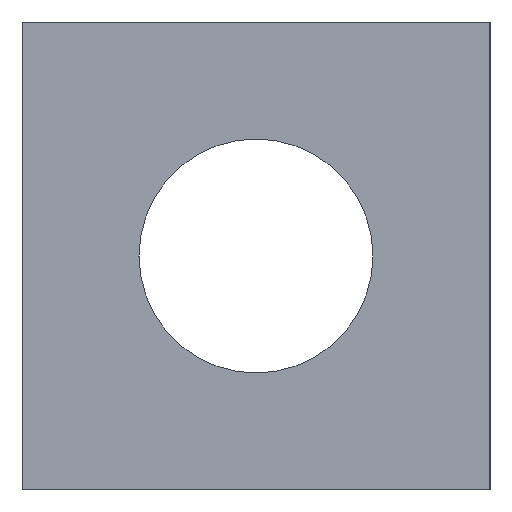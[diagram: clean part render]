
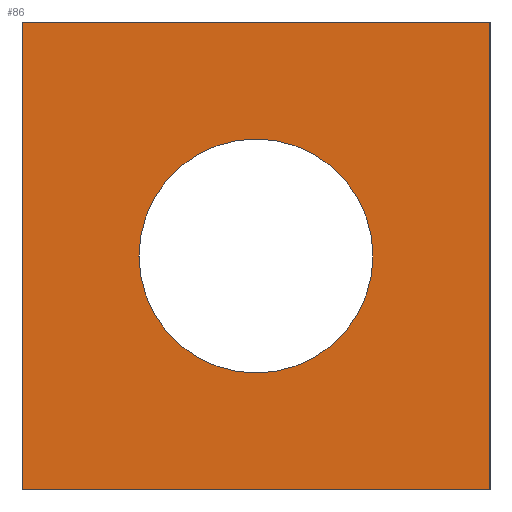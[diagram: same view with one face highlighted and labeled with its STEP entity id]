
A CAD part, left-side view. The second image highlights one B-rep face of the part: STEP entity #86.
In plain terms, the highlighted planar face has unit normal (-1, 0, 0).
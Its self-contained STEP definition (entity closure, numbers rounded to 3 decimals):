
#1 = AXIS2_PLACEMENT_3D ( 'NONE', #394, #2, #170 ) ;
#2 = DIRECTION ( 'NONE',  ( 1., 0., 0. ) ) ;
#11 = LINE ( 'NONE', #581, #164 ) ;
#26 = VERTEX_POINT ( 'NONE', #562 ) ;
#31 = ORIENTED_EDGE ( 'NONE', *, *, #91, .T. ) ;
#46 = VERTEX_POINT ( 'NONE', #450 ) ;
#54 = DIRECTION ( 'NONE',  ( 0., -1., 0. ) ) ;
#60 = AXIS2_PLACEMENT_3D ( 'NONE', #665, #386, #725 ) ;
#85 = EDGE_LOOP ( 'NONE', ( #31, #552, #655, #371 ) ) ;
#86 = ADVANCED_FACE ( 'NONE', ( #566, #511 ), #223, .F. ) ;
#91 = EDGE_CURVE ( 'NONE', #46, #26, #354, .T. ) ;
#100 = VECTOR ( 'NONE', #54, 1000. ) ;
#110 = CARTESIAN_POINT ( 'NONE',  ( 0., 20., 20. ) ) ;
#125 = CIRCLE ( 'NONE', #401, 5. ) ;
#127 = CARTESIAN_POINT ( 'NONE',  ( 0., 10., 10. ) ) ;
#139 = EDGE_CURVE ( 'NONE', #151, #542, #385, .T. ) ;
#151 = VERTEX_POINT ( 'NONE', #721 ) ;
#164 = VECTOR ( 'NONE', #237, 1000. ) ;
#170 = DIRECTION ( 'NONE',  ( 0., 0., -1. ) ) ;
#175 = CARTESIAN_POINT ( 'NONE',  ( 0., 0., 20. ) ) ;
#183 = LINE ( 'NONE', #690, #488 ) ;
#223 = PLANE ( 'NONE',  #1 ) ;
#231 = EDGE_CURVE ( 'NONE', #323, #26, #183, .T. ) ;
#237 = DIRECTION ( 'NONE',  ( 0., -1., 0. ) ) ;
#284 = EDGE_CURVE ( 'NONE', #388, #323, #11, .T. ) ;
#310 = ORIENTED_EDGE ( 'NONE', *, *, #139, .T. ) ;
#318 = ORIENTED_EDGE ( 'NONE', *, *, #526, .T. ) ;
#323 = VERTEX_POINT ( 'NONE', #175 ) ;
#341 = LINE ( 'NONE', #396, #357 ) ;
#354 = LINE ( 'NONE', #626, #100 ) ;
#357 = VECTOR ( 'NONE', #441, 1000. ) ;
#361 = DIRECTION ( 'NONE',  ( 1., 0., 0. ) ) ;
#365 = EDGE_CURVE ( 'NONE', #388, #46, #341, .T. ) ;
#371 = ORIENTED_EDGE ( 'NONE', *, *, #365, .T. ) ;
#385 = CIRCLE ( 'NONE', #60, 5. ) ;
#386 = DIRECTION ( 'NONE',  ( 1., 0., 0. ) ) ;
#388 = VERTEX_POINT ( 'NONE', #110 ) ;
#394 = CARTESIAN_POINT ( 'NONE',  ( 0., 0., 20. ) ) ;
#396 = CARTESIAN_POINT ( 'NONE',  ( 0., 20., 20. ) ) ;
#401 = AXIS2_PLACEMENT_3D ( 'NONE', #127, #361, #525 ) ;
#408 = CARTESIAN_POINT ( 'NONE',  ( 0., 10., 15. ) ) ;
#441 = DIRECTION ( 'NONE',  ( 0., 0., -1. ) ) ;
#450 = CARTESIAN_POINT ( 'NONE',  ( 0., 20., 0. ) ) ;
#471 = DIRECTION ( 'NONE',  ( 0., 0., -1. ) ) ;
#488 = VECTOR ( 'NONE', #471, 1000. ) ;
#511 = FACE_OUTER_BOUND ( 'NONE', #85, .T. ) ;
#525 = DIRECTION ( 'NONE',  ( 0., 0., -1. ) ) ;
#526 = EDGE_CURVE ( 'NONE', #542, #151, #125, .T. ) ;
#542 = VERTEX_POINT ( 'NONE', #408 ) ;
#552 = ORIENTED_EDGE ( 'NONE', *, *, #231, .F. ) ;
#562 = CARTESIAN_POINT ( 'NONE',  ( 0., 0., 0. ) ) ;
#566 = FACE_BOUND ( 'NONE', #659, .T. ) ;
#581 = CARTESIAN_POINT ( 'NONE',  ( 0., 0., 20. ) ) ;
#626 = CARTESIAN_POINT ( 'NONE',  ( 0., 0., 0. ) ) ;
#655 = ORIENTED_EDGE ( 'NONE', *, *, #284, .F. ) ;
#659 = EDGE_LOOP ( 'NONE', ( #310, #318 ) ) ;
#665 = CARTESIAN_POINT ( 'NONE',  ( 0., 10., 10. ) ) ;
#690 = CARTESIAN_POINT ( 'NONE',  ( 0., 0., 20. ) ) ;
#721 = CARTESIAN_POINT ( 'NONE',  ( 0., 10., 5. ) ) ;
#725 = DIRECTION ( 'NONE',  ( 0., 0., -1. ) ) ;
